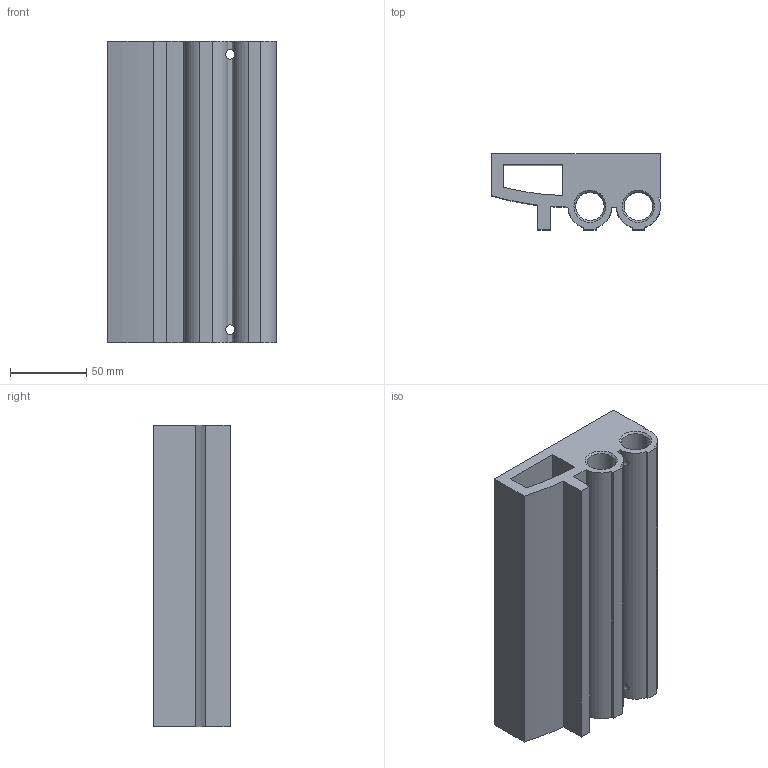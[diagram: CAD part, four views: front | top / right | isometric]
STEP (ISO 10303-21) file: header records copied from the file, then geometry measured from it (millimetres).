
FILE_DESCRIPTION(/* description */ ('STEP AP214'),/* implementation_level */ '2;1');
FILE_NAME(/* name */ '542254_VABM-P1-SF-G14-4-P3',/* time_stamp */ '2024-09-16T02:38:37+02:00',/* author */ ('License CC BY-ND 4.0'),/* organization */ ('CADENAS'),/* preprocessor_version */ 'ST-DEVELOPER v19.3',/* originating_system */ 'PARTsolutions',/* authorisation */ ' ');
FILE_SCHEMA (('AUTOMOTIVE_DESIGN {1 0 10303 214 3 1 1}'));
Length unit declared in the file: millimetre
Products named in the file (1): 542254 VABM-P1-SF-G14-4-P3
Bounding box: 110.4 x 50 x 197 mm (x, y, z)
Volume: 611508.3 mm3; surface area: 134489.8 mm2
Topology: 1 solids, 1 shells, 104 faces, 274 edges, 168 vertices
Faces by surface type: cylinder 41, cone 40, plane 23
Full cylindrical faces by diameter (mm): 3.242 x8, 6.2 x2, 8 x16, 11 x2, 11.445 x4, 18.631 x2
Entity records: 3004 total; most frequent: CARTESIAN_POINT 717, DIRECTION 472, ORIENTED_EDGE 364, FACE_BOUND 212, AXIS2_PLACEMENT_3D 205, EDGE_LOOP 200, EDGE_CURVE 182, VERTEX_POINT 154
